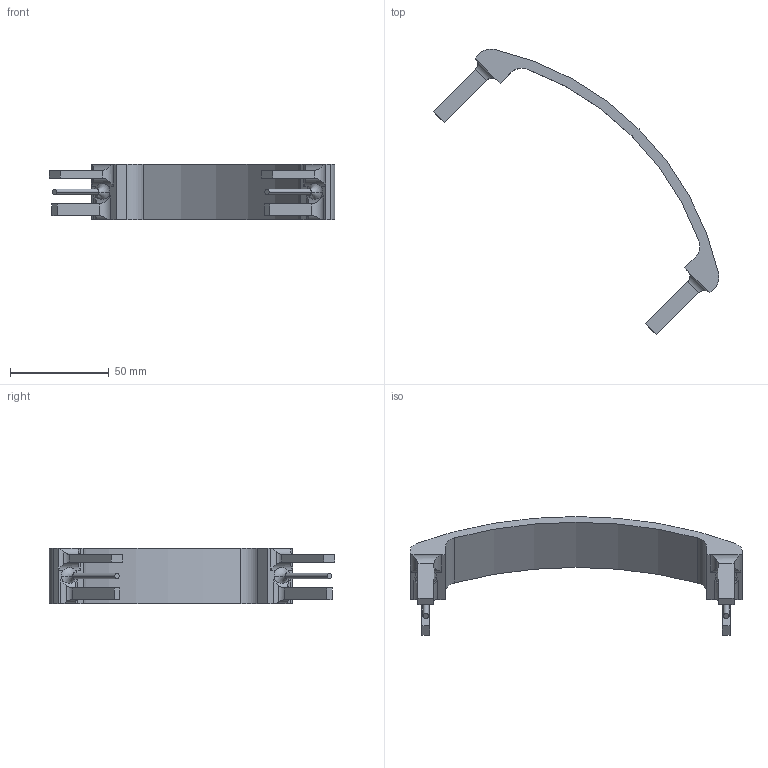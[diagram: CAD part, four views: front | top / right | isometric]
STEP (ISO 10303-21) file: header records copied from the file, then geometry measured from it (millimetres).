
FILE_DESCRIPTION (( 'STEP AP203' ), '1' );
FILE_NAME ('bumper.STEP', '2021-04-22T15:47:38', ( '' ), ( '' ), 'SwSTEP 2.0', 'SolidWorks 2019', '' );
FILE_SCHEMA (( 'CONFIG_CONTROL_DESIGN' ));
Length unit declared in the file: millimetre
Products named in the file (1): bumper
Bounding box: 144.82 x 144.82 x 28 mm (x, y, z)
Volume: 37190.1 mm3; surface area: 16702.8 mm2
Topology: 1 solids, 1 shells, 66 faces, 176 edges, 112 vertices
Faces by surface type: plane 32, cylinder 30, torus 4
Entity records: 2238 total; most frequent: CARTESIAN_POINT 558, ORIENTED_EDGE 352, DIRECTION 324, EDGE_CURVE 176, VERTEX_POINT 112, AXIS2_PLACEMENT_3D 111, VECTOR 102, LINE 102
